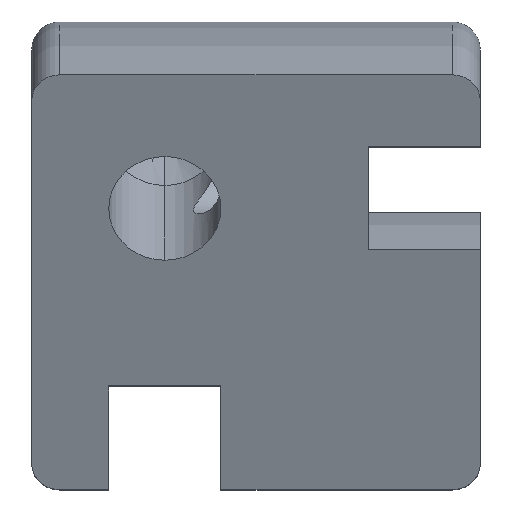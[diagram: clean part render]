
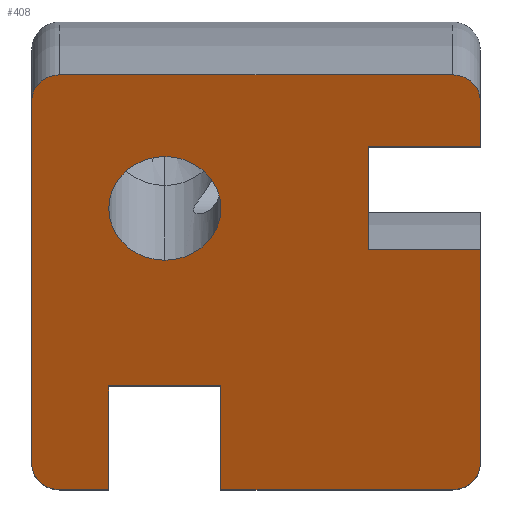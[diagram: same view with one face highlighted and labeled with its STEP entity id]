
A CAD part, top view. The second image highlights one B-rep face of the part: STEP entity #408.
In plain terms, the highlighted planar face has unit normal (0, -0.383, 0.924).
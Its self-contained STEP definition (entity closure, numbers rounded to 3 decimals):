
#108 = VERTEX_POINT ( 'NONE', #446 ) ;
#110 = VERTEX_POINT ( 'NONE', #546 ) ;
#112 = EDGE_CURVE ( 'NONE', #110, #288, #429, .T. ) ;
#113 = EDGE_CURVE ( 'NONE', #108, #141, #588, .T. ) ;
#121 = EDGE_CURVE ( 'NONE', #266, #281, #585, .T. ) ;
#128 = EDGE_CURVE ( 'NONE', #283, #374, #673, .T. ) ;
#131 = EDGE_CURVE ( 'NONE', #141, #283, #605, .T. ) ;
#141 = VERTEX_POINT ( 'NONE', #589 ) ;
#157 = VERTEX_POINT ( 'NONE', #564 ) ;
#159 = EDGE_CURVE ( 'NONE', #199, #157, #590, .T. ) ;
#164 = EDGE_CURVE ( 'NONE', #165, #206, #615, .T. ) ;
#165 = VERTEX_POINT ( 'NONE', #647 ) ;
#166 = VERTEX_POINT ( 'NONE', #616 ) ;
#175 = VERTEX_POINT ( 'NONE', #643 ) ;
#178 = EDGE_CURVE ( 'NONE', #166, #204, #627, .T. ) ;
#184 = EDGE_CURVE ( 'NONE', #192, #199, #652, .T. ) ;
#191 = EDGE_CURVE ( 'NONE', #166, #374, #697, .T. ) ;
#192 = VERTEX_POINT ( 'NONE', #695 ) ;
#199 = VERTEX_POINT ( 'NONE', #686 ) ;
#204 = VERTEX_POINT ( 'NONE', #679 ) ;
#206 = VERTEX_POINT ( 'NONE', #691 ) ;
#207 = EDGE_CURVE ( 'NONE', #206, #175, #688, .T. ) ;
#221 = EDGE_CURVE ( 'NONE', #175, #192, #712, .T. ) ;
#255 = VERTEX_POINT ( 'NONE', #890 ) ;
#266 = VERTEX_POINT ( 'NONE', #928 ) ;
#271 = FACE_OUTER_BOUND ( 'NONE', #476, .T. ) ;
#281 = VERTEX_POINT ( 'NONE', #904 ) ;
#283 = VERTEX_POINT ( 'NONE', #837 ) ;
#288 = VERTEX_POINT ( 'NONE', #889 ) ;
#293 = EDGE_CURVE ( 'NONE', #255, #362, #831, .T. ) ;
#362 = VERTEX_POINT ( 'NONE', #1170 ) ;
#374 = VERTEX_POINT ( 'NONE', #1103 ) ;
#400 = ORIENTED_EDGE ( 'NONE', *, *, #221, .F. ) ;
#401 = EDGE_CURVE ( 'NONE', #108, #288, #776, .T. ) ;
#402 = EDGE_CURVE ( 'NONE', #266, #157, #428, .T. ) ;
#403 = ORIENTED_EDGE ( 'NONE', *, *, #131, .F. ) ;
#404 = EDGE_CURVE ( 'NONE', #165, #204, #944, .T. ) ;
#407 = ORIENTED_EDGE ( 'NONE', *, *, #112, .F. ) ;
#408 = ADVANCED_FACE ( 'NONE', ( #771, #271 ), #1052, .T. ) ;
#421 = ORIENTED_EDGE ( 'NONE', *, *, #401, .T. ) ;
#422 = DIRECTION ( 'NONE',  ( 0., -0.383, 0.924 ) ) ;
#423 = DIRECTION ( 'NONE',  ( 1., 0., 0. ) ) ;
#424 = VECTOR ( 'NONE', #423, 1000. ) ;
#425 = CARTESIAN_POINT ( 'NONE',  ( -0.105, 46.194, 19.134 ) ) ;
#426 = CARTESIAN_POINT ( 'NONE',  ( -14., 18.478, 7.654 ) ) ;
#427 = AXIS2_PLACEMENT_3D ( 'NONE', #426, #422, #445 ) ;
#428 = CIRCLE ( 'NONE', #427, 2. ) ;
#429 = LINE ( 'NONE', #425, #424 ) ;
#445 = DIRECTION ( 'NONE',  ( 0., -0.924, -0.383 ) ) ;
#446 = CARTESIAN_POINT ( 'NONE',  ( 16., 44.346, 18.369 ) ) ;
#450 = ORIENTED_EDGE ( 'NONE', *, *, #293, .F. ) ;
#467 = ORIENTED_EDGE ( 'NONE', *, *, #121, .F. ) ;
#468 = ORIENTED_EDGE ( 'NONE', *, *, #475, .T. ) ;
#475 = EDGE_CURVE ( 'NONE', #110, #281, #1320, .T. ) ;
#476 = EDGE_LOOP ( 'NONE', ( #515, #491, #489, #540, #490, #403, #541, #421, #407, #468, #467, #516, #488, #518, #400, #517 ) ) ;
#478 = EDGE_CURVE ( 'NONE', #362, #255, #1307, .T. ) ;
#488 = ORIENTED_EDGE ( 'NONE', *, *, #159, .F. ) ;
#489 = ORIENTED_EDGE ( 'NONE', *, *, #178, .F. ) ;
#490 = ORIENTED_EDGE ( 'NONE', *, *, #128, .F. ) ;
#491 = ORIENTED_EDGE ( 'NONE', *, *, #404, .T. ) ;
#515 = ORIENTED_EDGE ( 'NONE', *, *, #164, .F. ) ;
#516 = ORIENTED_EDGE ( 'NONE', *, *, #402, .T. ) ;
#517 = ORIENTED_EDGE ( 'NONE', *, *, #207, .F. ) ;
#518 = ORIENTED_EDGE ( 'NONE', *, *, #184, .F. ) ;
#524 = EDGE_LOOP ( 'NONE', ( #537, #450 ) ) ;
#537 = ORIENTED_EDGE ( 'NONE', *, *, #478, .F. ) ;
#540 = ORIENTED_EDGE ( 'NONE', *, *, #191, .T. ) ;
#541 = ORIENTED_EDGE ( 'NONE', *, *, #113, .F. ) ;
#546 = CARTESIAN_POINT ( 'NONE',  ( -14., 46.194, 19.134 ) ) ;
#556 = VECTOR ( 'NONE', #610, 1000. ) ;
#560 = DIRECTION ( 'NONE',  ( 0., -0.924, -0.383 ) ) ;
#564 = CARTESIAN_POINT ( 'NONE',  ( -14., 16.63, 6.888 ) ) ;
#574 = DIRECTION ( 'NONE',  ( -1., 0., 0. ) ) ;
#575 = VECTOR ( 'NONE', #574, 1000. ) ;
#584 = DIRECTION ( 'NONE',  ( 0., -0.924, -0.383 ) ) ;
#585 = LINE ( 'NONE', #637, #667 ) ;
#588 = LINE ( 'NONE', #642, #674 ) ;
#589 = CARTESIAN_POINT ( 'NONE',  ( 16., 41.113, 17.029 ) ) ;
#590 = LINE ( 'NONE', #665, #613 ) ;
#593 = CARTESIAN_POINT ( 'NONE',  ( 8., -1.346, -0.558 ) ) ;
#599 = DIRECTION ( 'NONE',  ( 0., -0.924, -0.383 ) ) ;
#605 = LINE ( 'NONE', #611, #556 ) ;
#610 = DIRECTION ( 'NONE',  ( -1., 0., 0. ) ) ;
#611 = CARTESIAN_POINT ( 'NONE',  ( -0.105, 41.113, 17.029 ) ) ;
#612 = DIRECTION ( 'NONE',  ( -1., 0., 0. ) ) ;
#613 = VECTOR ( 'NONE', #612, 1000. ) ;
#614 = CARTESIAN_POINT ( 'NONE',  ( -0.105, 16.63, 6.888 ) ) ;
#615 = LINE ( 'NONE', #614, #575 ) ;
#616 = CARTESIAN_POINT ( 'NONE',  ( 16., 33.722, 13.968 ) ) ;
#626 = CARTESIAN_POINT ( 'NONE',  ( 16., -1.346, -0.558 ) ) ;
#627 = LINE ( 'NONE', #626, #655 ) ;
#636 = DIRECTION ( 'NONE',  ( 0., 0.924, 0.383 ) ) ;
#637 = CARTESIAN_POINT ( 'NONE',  ( -16., -1.346, -0.558 ) ) ;
#642 = CARTESIAN_POINT ( 'NONE',  ( 16., -1.346, -0.558 ) ) ;
#643 = CARTESIAN_POINT ( 'NONE',  ( -2.5, 24.021, 9.95 ) ) ;
#647 = CARTESIAN_POINT ( 'NONE',  ( 14., 16.63, 6.888 ) ) ;
#649 = DIRECTION ( 'NONE',  ( 0., -0.924, -0.383 ) ) ;
#650 = VECTOR ( 'NONE', #649, 1000. ) ;
#651 = CARTESIAN_POINT ( 'NONE',  ( -10.5, -1.346, -0.558 ) ) ;
#652 = LINE ( 'NONE', #651, #650 ) ;
#655 = VECTOR ( 'NONE', #584, 1000. ) ;
#665 = CARTESIAN_POINT ( 'NONE',  ( -0.105, 16.63, 6.888 ) ) ;
#667 = VECTOR ( 'NONE', #636, 1000. ) ;
#672 = VECTOR ( 'NONE', #599, 1000. ) ;
#673 = LINE ( 'NONE', #593, #672 ) ;
#674 = VECTOR ( 'NONE', #560, 1000. ) ;
#679 = CARTESIAN_POINT ( 'NONE',  ( 16., 18.478, 7.654 ) ) ;
#686 = CARTESIAN_POINT ( 'NONE',  ( -10.5, 16.63, 6.888 ) ) ;
#688 = LINE ( 'NONE', #799, #694 ) ;
#691 = CARTESIAN_POINT ( 'NONE',  ( -2.5, 16.63, 6.888 ) ) ;
#694 = VECTOR ( 'NONE', #798, 1000. ) ;
#695 = CARTESIAN_POINT ( 'NONE',  ( -10.5, 24.021, 9.95 ) ) ;
#697 = LINE ( 'NONE', #717, #796 ) ;
#703 = VECTOR ( 'NONE', #719, 1000. ) ;
#709 = DIRECTION ( 'NONE',  ( -1., 0., 0. ) ) ;
#711 = CARTESIAN_POINT ( 'NONE',  ( -0.105, 24.021, 9.95 ) ) ;
#712 = LINE ( 'NONE', #711, #703 ) ;
#717 = CARTESIAN_POINT ( 'NONE',  ( -0.105, 33.722, 13.968 ) ) ;
#719 = DIRECTION ( 'NONE',  ( -1., 0., 0. ) ) ;
#763 = DIRECTION ( 'NONE',  ( 0., -0.383, 0.924 ) ) ;
#766 = AXIS2_PLACEMENT_3D ( 'NONE', #779, #763, #780 ) ;
#771 = FACE_BOUND ( 'NONE', #524, .T. ) ;
#776 = CIRCLE ( 'NONE', #766, 2. ) ;
#779 = CARTESIAN_POINT ( 'NONE',  ( 14., 44.346, 18.369 ) ) ;
#780 = DIRECTION ( 'NONE',  ( 0., -0.924, -0.383 ) ) ;
#796 = VECTOR ( 'NONE', #709, 1000. ) ;
#798 = DIRECTION ( 'NONE',  ( 0., 0.924, 0.383 ) ) ;
#799 = CARTESIAN_POINT ( 'NONE',  ( -2.5, -1.346, -0.558 ) ) ;
#827 = DIRECTION ( 'NONE',  ( 0., -0.924, -0.383 ) ) ;
#828 = DIRECTION ( 'NONE',  ( 0., -0.383, 0.924 ) ) ;
#829 = CARTESIAN_POINT ( 'NONE',  ( -6.5, 36.678, 15.193 ) ) ;
#830 = AXIS2_PLACEMENT_3D ( 'NONE', #829, #828, #827 ) ;
#831 = CIRCLE ( 'NONE', #830, 4. ) ;
#837 = CARTESIAN_POINT ( 'NONE',  ( 8., 41.113, 17.029 ) ) ;
#889 = CARTESIAN_POINT ( 'NONE',  ( 14., 46.194, 19.134 ) ) ;
#890 = CARTESIAN_POINT ( 'NONE',  ( -6.5, 40.374, 16.723 ) ) ;
#904 = CARTESIAN_POINT ( 'NONE',  ( -16., 44.346, 18.369 ) ) ;
#916 = DIRECTION ( 'NONE',  ( 0., -0.924, -0.383 ) ) ;
#923 = DIRECTION ( 'NONE',  ( 0., -0.383, 0.924 ) ) ;
#924 = CARTESIAN_POINT ( 'NONE',  ( 14., 18.478, 7.654 ) ) ;
#928 = CARTESIAN_POINT ( 'NONE',  ( -16., 18.478, 7.654 ) ) ;
#944 = CIRCLE ( 'NONE', #948, 2. ) ;
#948 = AXIS2_PLACEMENT_3D ( 'NONE', #924, #923, #916 ) ;
#1011 = AXIS2_PLACEMENT_3D ( 'NONE', #1016, #1038, #1037 ) ;
#1016 = CARTESIAN_POINT ( 'NONE',  ( -0.105, -1.346, -0.558 ) ) ;
#1037 = DIRECTION ( 'NONE',  ( 1., 0., 0. ) ) ;
#1038 = DIRECTION ( 'NONE',  ( 0., -0.383, 0.924 ) ) ;
#1052 = PLANE ( 'NONE',  #1011 ) ;
#1103 = CARTESIAN_POINT ( 'NONE',  ( 8., 33.722, 13.968 ) ) ;
#1170 = CARTESIAN_POINT ( 'NONE',  ( -6.5, 32.982, 13.662 ) ) ;
#1262 = CARTESIAN_POINT ( 'NONE',  ( -6.5, 36.678, 15.193 ) ) ;
#1281 = DIRECTION ( 'NONE',  ( 0., -0.383, 0.924 ) ) ;
#1282 = AXIS2_PLACEMENT_3D ( 'NONE', #1262, #1326, #1325 ) ;
#1285 = CARTESIAN_POINT ( 'NONE',  ( -14., 44.346, 18.369 ) ) ;
#1287 = DIRECTION ( 'NONE',  ( 0., -0.924, -0.383 ) ) ;
#1288 = AXIS2_PLACEMENT_3D ( 'NONE', #1285, #1281, #1287 ) ;
#1307 = CIRCLE ( 'NONE', #1282, 4. ) ;
#1320 = CIRCLE ( 'NONE', #1288, 2. ) ;
#1325 = DIRECTION ( 'NONE',  ( 0., -0.924, -0.383 ) ) ;
#1326 = DIRECTION ( 'NONE',  ( 0., -0.383, 0.924 ) ) ;
